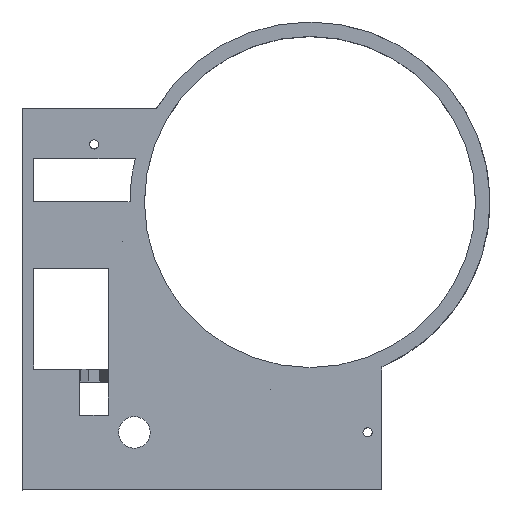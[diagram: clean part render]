
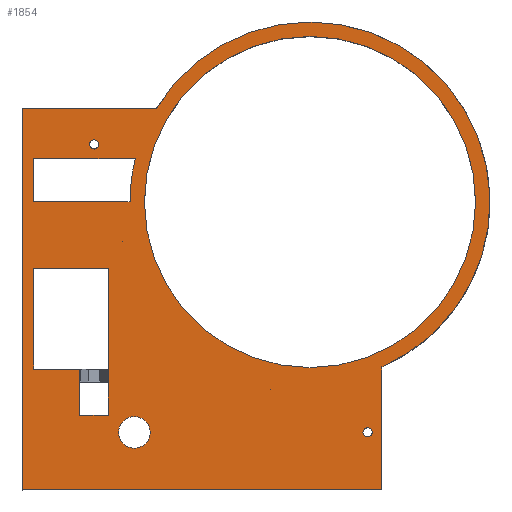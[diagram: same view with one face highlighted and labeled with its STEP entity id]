
A CAD part, top view. The second image highlights one B-rep face of the part: STEP entity #1854.
In plain terms, the highlighted planar face has unit normal (0, 0, 1).
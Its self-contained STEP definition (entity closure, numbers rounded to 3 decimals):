
#37=CIRCLE('',#1909,57.5);
#38=CIRCLE('',#1911,62.5);
#41=CIRCLE('',#1916,1.6);
#45=CIRCLE('',#1926,62.5);
#46=CIRCLE('',#1932,1.6);
#47=CIRCLE('',#1936,5.5);
#64=FACE_BOUND('',#354,.T.);
#65=FACE_BOUND('',#355,.T.);
#66=FACE_BOUND('',#356,.T.);
#67=FACE_BOUND('',#357,.T.);
#68=FACE_BOUND('',#358,.T.);
#69=FACE_BOUND('',#359,.T.);
#70=FACE_BOUND('',#360,.T.);
#71=FACE_BOUND('',#361,.T.);
#246=FACE_OUTER_BOUND('',#353,.T.);
#353=EDGE_LOOP('',(#1686,#1687,#1688,#1689,#1690,#1691,#1692));
#354=EDGE_LOOP('',(#1693));
#355=EDGE_LOOP('',(#1694,#1695));
#356=EDGE_LOOP('',(#1696));
#357=EDGE_LOOP('',(#1697));
#358=EDGE_LOOP('',(#1698,#1699));
#359=EDGE_LOOP('',(#1700));
#360=EDGE_LOOP('',(#1701,#1702,#1703,#1704));
#361=EDGE_LOOP('',(#1705,#1706,#1707,#1708,#1709,#1710));
#464=LINE('',#3193,#651);
#471=LINE('',#3208,#658);
#475=LINE('',#3215,#662);
#481=LINE('',#3237,#668);
#489=LINE('',#3254,#676);
#495=LINE('',#3273,#682);
#501=LINE('',#3286,#688);
#503=LINE('',#3290,#690);
#505=LINE('',#3294,#692);
#507=LINE('',#3297,#694);
#509=LINE('',#3305,#696);
#512=LINE('',#3309,#699);
#515=LINE('',#3319,#702);
#527=LINE('',#3340,#714);
#534=LINE('',#3354,#721);
#541=LINE('',#3367,#728);
#543=LINE('',#3371,#730);
#546=LINE('',#3377,#733);
#548=LINE('',#3381,#735);
#651=VECTOR('',#2129,10.);
#658=VECTOR('',#2140,10.);
#662=VECTOR('',#2146,10.);
#668=VECTOR('',#2168,10.);
#676=VECTOR('',#2184,10.);
#682=VECTOR('',#2200,10.);
#688=VECTOR('',#2214,10.);
#690=VECTOR('',#2218,10.);
#692=VECTOR('',#2222,10.);
#694=VECTOR('',#2226,10.);
#696=VECTOR('',#2234,10.);
#699=VECTOR('',#2239,10.);
#702=VECTOR('',#2248,10.);
#714=VECTOR('',#2264,10.);
#721=VECTOR('',#2281,10.);
#728=VECTOR('',#2296,10.);
#730=VECTOR('',#2302,10.);
#733=VECTOR('',#2307,10.);
#735=VECTOR('',#2313,10.);
#857=VERTEX_POINT('',#3190);
#858=VERTEX_POINT('',#3192);
#863=VERTEX_POINT('',#3206);
#864=VERTEX_POINT('',#3207);
#868=VERTEX_POINT('',#3220);
#870=VERTEX_POINT('',#3225);
#871=VERTEX_POINT('',#3227);
#874=VERTEX_POINT('',#3236);
#876=VERTEX_POINT('',#3242);
#879=VERTEX_POINT('',#3252);
#886=VERTEX_POINT('',#3271);
#887=VERTEX_POINT('',#3272);
#889=VERTEX_POINT('',#3280);
#890=VERTEX_POINT('',#3285);
#891=VERTEX_POINT('',#3289);
#892=VERTEX_POINT('',#3293);
#893=VERTEX_POINT('',#3299);
#894=VERTEX_POINT('',#3303);
#895=VERTEX_POINT('',#3304);
#896=VERTEX_POINT('',#3311);
#898=VERTEX_POINT('',#3316);
#899=VERTEX_POINT('',#3318);
#906=VERTEX_POINT('',#3339);
#910=VERTEX_POINT('',#3365);
#911=VERTEX_POINT('',#3373);
#1082=EDGE_CURVE('',#858,#857,#464,.T.);
#1089=EDGE_CURVE('',#863,#864,#471,.T.);
#1093=EDGE_CURVE('',#864,#863,#475,.T.);
#1097=EDGE_CURVE('',#868,#868,#37,.T.);
#1099=EDGE_CURVE('',#870,#871,#38,.T.);
#1104=EDGE_CURVE('',#874,#858,#481,.T.);
#1108=EDGE_CURVE('',#876,#876,#41,.T.);
#1113=EDGE_CURVE('',#870,#879,#489,.T.);
#1121=EDGE_CURVE('',#886,#887,#495,.T.);
#1128=EDGE_CURVE('',#874,#889,#45,.T.);
#1129=EDGE_CURVE('',#889,#890,#501,.T.);
#1131=EDGE_CURVE('',#891,#890,#503,.T.);
#1133=EDGE_CURVE('',#891,#892,#505,.T.);
#1135=EDGE_CURVE('',#892,#857,#507,.T.);
#1137=EDGE_CURVE('',#893,#893,#46,.T.);
#1138=EDGE_CURVE('',#894,#895,#509,.T.);
#1141=EDGE_CURVE('',#895,#894,#512,.T.);
#1143=EDGE_CURVE('',#896,#896,#47,.T.);
#1145=EDGE_CURVE('',#898,#899,#515,.T.);
#1157=EDGE_CURVE('',#906,#899,#527,.T.);
#1164=EDGE_CURVE('',#887,#906,#534,.T.);
#1171=EDGE_CURVE('',#871,#910,#541,.T.);
#1173=EDGE_CURVE('',#910,#879,#543,.T.);
#1176=EDGE_CURVE('',#911,#886,#546,.T.);
#1178=EDGE_CURVE('',#911,#898,#548,.T.);
#1686=ORIENTED_EDGE('',*,*,#1082,.T.);
#1687=ORIENTED_EDGE('',*,*,#1135,.F.);
#1688=ORIENTED_EDGE('',*,*,#1133,.F.);
#1689=ORIENTED_EDGE('',*,*,#1131,.T.);
#1690=ORIENTED_EDGE('',*,*,#1129,.F.);
#1691=ORIENTED_EDGE('',*,*,#1128,.F.);
#1692=ORIENTED_EDGE('',*,*,#1104,.T.);
#1693=ORIENTED_EDGE('',*,*,#1097,.T.);
#1694=ORIENTED_EDGE('',*,*,#1089,.F.);
#1695=ORIENTED_EDGE('',*,*,#1093,.F.);
#1696=ORIENTED_EDGE('',*,*,#1108,.F.);
#1697=ORIENTED_EDGE('',*,*,#1137,.F.);
#1698=ORIENTED_EDGE('',*,*,#1141,.F.);
#1699=ORIENTED_EDGE('',*,*,#1138,.F.);
#1700=ORIENTED_EDGE('',*,*,#1143,.F.);
#1701=ORIENTED_EDGE('',*,*,#1171,.F.);
#1702=ORIENTED_EDGE('',*,*,#1099,.F.);
#1703=ORIENTED_EDGE('',*,*,#1113,.T.);
#1704=ORIENTED_EDGE('',*,*,#1173,.F.);
#1705=ORIENTED_EDGE('',*,*,#1176,.T.);
#1706=ORIENTED_EDGE('',*,*,#1121,.T.);
#1707=ORIENTED_EDGE('',*,*,#1164,.T.);
#1708=ORIENTED_EDGE('',*,*,#1157,.T.);
#1709=ORIENTED_EDGE('',*,*,#1145,.F.);
#1710=ORIENTED_EDGE('',*,*,#1178,.F.);
#1763=PLANE('',#1954);
#1854=ADVANCED_FACE('',(#246,#64,#65,#66,#67,#68,#69,#70,#71),#1763,.F.);
#1909=AXIS2_PLACEMENT_3D('',#3222,#2153,#2154);
#1911=AXIS2_PLACEMENT_3D('',#3228,#2158,#2159);
#1916=AXIS2_PLACEMENT_3D('',#3244,#2174,#2175);
#1926=AXIS2_PLACEMENT_3D('',#3283,#2210,#2211);
#1932=AXIS2_PLACEMENT_3D('',#3301,#2230,#2231);
#1936=AXIS2_PLACEMENT_3D('',#3313,#2243,#2244);
#1954=AXIS2_PLACEMENT_3D('',#3382,#2314,#2315);
#2129=DIRECTION('',(0.,-1.,0.));
#2140=DIRECTION('',(0.002,-1.,0.));
#2146=DIRECTION('',(-0.707,0.707,0.));
#2153=DIRECTION('center_axis',(0.,0.,
-1.));
#2154=DIRECTION('ref_axis',(1.,0.,0.));
#2158=DIRECTION('center_axis',(0.,0.,
-1.));
#2159=DIRECTION('ref_axis',(1.,0.,0.));
#2168=DIRECTION('',(-1.,0.,0.));
#2174=DIRECTION('center_axis',(0.,0.,
1.));
#2175=DIRECTION('ref_axis',(1.,0.,0.));
#2184=DIRECTION('',(-1.,0.,0.));
#2200=DIRECTION('',(0.,-1.,0.));
#2210=DIRECTION('center_axis',(0.,0.,
-1.));
#2211=DIRECTION('ref_axis',(1.,0.,0.));
#2214=DIRECTION('',(0.,-1.,0.));
#2218=DIRECTION('',(0.,1.,0.));
#2222=DIRECTION('',(0.,-1.,0.));
#2226=DIRECTION('',(-1.,0.,0.));
#2230=DIRECTION('center_axis',(0.,0.,
1.));
#2231=DIRECTION('ref_axis',(1.,0.,0.));
#2234=DIRECTION('',(-0.717,-0.697,0.));
#2239=DIRECTION('',(1.,0.,0.));
#2243=DIRECTION('center_axis',(0.,0.,
1.));
#2244=DIRECTION('ref_axis',(1.,0.,0.));
#2248=DIRECTION('',(1.,0.,0.));
#2264=DIRECTION('',(0.,1.,0.));
#2281=DIRECTION('',(-1.,0.,0.));
#2296=DIRECTION('',(-1.,0.,0.));
#2302=DIRECTION('',(0.,-1.,0.));
#2307=DIRECTION('',(1.,0.,0.));
#2313=DIRECTION('',(0.,-1.,0.));
#2314=DIRECTION('center_axis',(0.,0.,
-1.));
#2315=DIRECTION('ref_axis',(1.,0.,0.));
#3190=CARTESIAN_POINT('',(-125.,-125.,0.));
#3192=CARTESIAN_POINT('',(-125.,7.5,0.));
#3193=CARTESIAN_POINT('',(-125.,-54.946,0.));
#3206=CARTESIAN_POINT('',(-90.,-38.64,0.));
#3207=CARTESIAN_POINT('',(-90.,-38.64,0.));
#3208=CARTESIAN_POINT('',(-90.,-38.64,0.));
#3215=CARTESIAN_POINT('',(-90.,-38.64,0.));
#3220=CARTESIAN_POINT('',(-82.5,-25.,0.));
#3222=CARTESIAN_POINT('Origin',(-25.,-25.,0.));
#3225=CARTESIAN_POINT('',(-87.5,-25.,0.));
#3227=CARTESIAN_POINT('',(-85.673,-10.,0.));
#3228=CARTESIAN_POINT('Origin',(-25.,-25.,0.));
#3236=CARTESIAN_POINT('',(-78.385,7.5,0.));
#3237=CARTESIAN_POINT('',(-90.,7.5,0.));
#3242=CARTESIAN_POINT('',(-101.6,-5.,0.));
#3244=CARTESIAN_POINT('Origin',(-100.,-5.,0.));
#3252=CARTESIAN_POINT('',(-121.,-25.,0.));
#3254=CARTESIAN_POINT('',(-95.,-25.,0.));
#3271=CARTESIAN_POINT('',(-95.,-48.,0.));
#3272=CARTESIAN_POINT('',(-95.,-99.,0.));
#3273=CARTESIAN_POINT('',(-95.,-52.696,0.));
#3280=CARTESIAN_POINT('',(0.,-82.282,0.));
#3283=CARTESIAN_POINT('Origin',(-25.,-25.,0.));
#3285=CARTESIAN_POINT('',(0.,-95.,0.));
#3286=CARTESIAN_POINT('',(0.,-50.,0.));
#3289=CARTESIAN_POINT('',(0.,-118.,0.));
#3290=CARTESIAN_POINT('',(0.,-118.,0.));
#3293=CARTESIAN_POINT('',(0.,-125.,0.));
#3294=CARTESIAN_POINT('',(0.,-118.,0.));
#3297=CARTESIAN_POINT('',(0.,-125.,0.));
#3299=CARTESIAN_POINT('',(-6.6,-105.,0.));
#3301=CARTESIAN_POINT('Origin',(-5.,-105.,0.));
#3303=CARTESIAN_POINT('',(-38.64,-90.,0.));
#3304=CARTESIAN_POINT('',(-38.64,-90.,0.));
#3305=CARTESIAN_POINT('',(-38.64,-90.,0.));
#3309=CARTESIAN_POINT('',(-38.64,-90.,0.));
#3311=CARTESIAN_POINT('',(-91.5,-105.,0.));
#3313=CARTESIAN_POINT('Origin',(-86.,-105.,0.));
#3316=CARTESIAN_POINT('',(-121.,-83.,0.));
#3318=CARTESIAN_POINT('',(-105.,-83.,0.));
#3319=CARTESIAN_POINT('',(-152.,-83.,0.));
#3339=CARTESIAN_POINT('',(-105.,-99.,0.));
#3340=CARTESIAN_POINT('',(-105.,-52.696,0.));
#3354=CARTESIAN_POINT('',(-163.804,-99.,0.));
#3365=CARTESIAN_POINT('',(-121.,-10.,0.));
#3367=CARTESIAN_POINT('',(-85.673,-10.,0.));
#3371=CARTESIAN_POINT('',(-121.,0.,0.));
#3373=CARTESIAN_POINT('',(-121.,-48.,0.));
#3377=CARTESIAN_POINT('',(-143.,-48.,0.));
#3381=CARTESIAN_POINT('',(-121.,0.,0.));
#3382=CARTESIAN_POINT('Origin',(-227.609,-22.391,0.));
